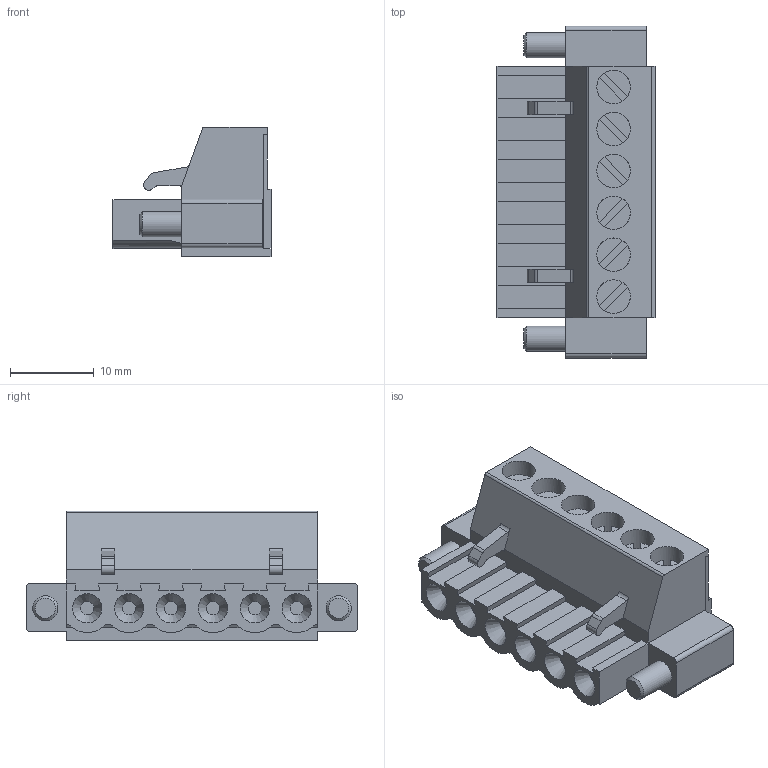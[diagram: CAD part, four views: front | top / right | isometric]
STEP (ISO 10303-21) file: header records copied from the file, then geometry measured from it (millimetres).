
FILE_DESCRIPTION(('STEP AP214'),'1');
FILE_NAME('SH06-5-K.stp','2019-03-13T09:23:54',(' '),(' '),'Spatial InterOp 3D',' ',' ');
FILE_SCHEMA(('automotive_design'));
Length unit declared in the file: metre
Products named in the file (1): 1
Bounding box: 18.85 x 39.6 x 15.5 mm (x, y, z)
Volume: 5533 mm3; surface area: 4119.3 mm2
Topology: 1 solids, 1 shells, 238 faces, 601 edges, 392 vertices
Faces by surface type: plane 189, cylinder 41, cone 8
Full cylindrical faces by diameter (mm): 1.6 x6, 3 x2, 4 x8
Entity records: 8770 total; most frequent: CARTESIAN_POINT 1184, DIRECTION 1163, ORIENTED_EDGE 1130, EDGE_CURVE 565, LINE 445, VECTOR 445, VERTEX_POINT 380, AXIS2_PLACEMENT_3D 359
